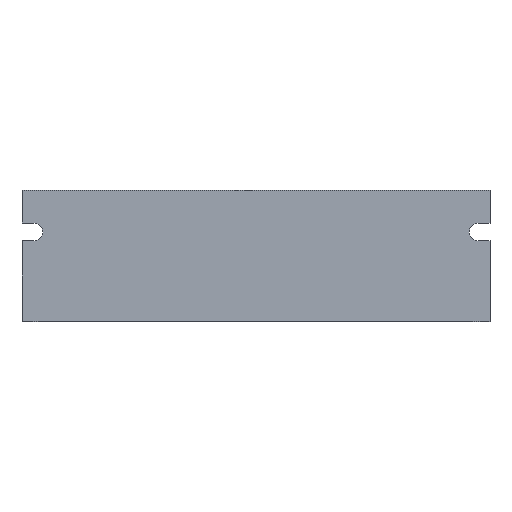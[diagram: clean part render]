
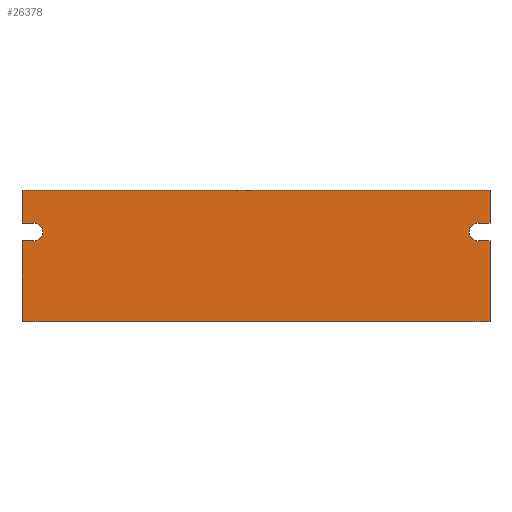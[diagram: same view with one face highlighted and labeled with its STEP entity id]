
A CAD part, top view. The second image highlights one B-rep face of the part: STEP entity #26378.
In plain terms, the highlighted face is planar.
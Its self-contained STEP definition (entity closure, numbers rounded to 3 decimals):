
#849 = EDGE_CURVE ( 'NONE', #57654, #51097, #60997, .T. ) ;
#960 = DIRECTION ( 'NONE',  ( 0., 0., 1. ) ) ;
#1150 = VERTEX_POINT ( 'NONE', #6298 ) ;
#3811 = CARTESIAN_POINT ( 'NONE',  ( 59., 24.75, -75.5 ) ) ;
#4404 = VERTEX_POINT ( 'NONE', #6044 ) ;
#5789 = EDGE_LOOP ( 'NONE', ( #34444, #32380, #32402, #51143, #55014, #62658, #5813, #11190, #28740, #39667, #62164, #31714, #40192 ) ) ;
#5813 = ORIENTED_EDGE ( 'NONE', *, *, #13246, .T. ) ;
#6044 = CARTESIAN_POINT ( 'NONE',  ( -56., 20.25, -75.5 ) ) ;
#6144 = VECTOR ( 'NONE', #18560, 1000. ) ;
#6298 = CARTESIAN_POINT ( 'NONE',  ( -59., 33., -75.5 ) ) ;
#7008 = VERTEX_POINT ( 'NONE', #23945 ) ;
#7245 = DIRECTION ( 'NONE',  ( 1., 0., 0. ) ) ;
#8102 = AXIS2_PLACEMENT_3D ( 'NONE', #40419, #11180, #45346 ) ;
#8571 = LINE ( 'NONE', #23133, #46032 ) ;
#8850 = CARTESIAN_POINT ( 'NONE',  ( -59., 0., -75.5 ) ) ;
#8908 = DIRECTION ( 'NONE',  ( 0., 1., 0. ) ) ;
#9506 = VERTEX_POINT ( 'NONE', #34342 ) ;
#9514 = LINE ( 'NONE', #36561, #37040 ) ;
#11180 = DIRECTION ( 'NONE',  ( 0., 0., 1. ) ) ;
#11190 = ORIENTED_EDGE ( 'NONE', *, *, #23968, .T. ) ;
#11325 = DIRECTION ( 'NONE',  ( 0., 1., 0. ) ) ;
#11756 = VERTEX_POINT ( 'NONE', #47477 ) ;
#12248 = EDGE_CURVE ( 'NONE', #32210, #11756, #9514, .T. ) ;
#13002 = LINE ( 'NONE', #3811, #37468 ) ;
#13246 = EDGE_CURVE ( 'NONE', #55590, #28512, #60332, .T. ) ;
#13778 = LINE ( 'NONE', #41259, #54272 ) ;
#14794 = EDGE_CURVE ( 'NONE', #31366, #1150, #46873, .T. ) ;
#15147 = DIRECTION ( 'NONE',  ( 0., 1., 0. ) ) ;
#15385 = VECTOR ( 'NONE', #8908, 1000. ) ;
#16592 = CARTESIAN_POINT ( 'NONE',  ( -59., 20.25, -75.5 ) ) ;
#18181 = EDGE_CURVE ( 'NONE', #7008, #31366, #58568, .T. ) ;
#18560 = DIRECTION ( 'NONE',  ( 0., 1., 0. ) ) ;
#19702 = EDGE_CURVE ( 'NONE', #4404, #9506, #61001, .T. ) ;
#22227 = DIRECTION ( 'NONE',  ( 1., 0., 0. ) ) ;
#22278 = EDGE_CURVE ( 'NONE', #51097, #1150, #13778, .T. ) ;
#22515 = EDGE_CURVE ( 'NONE', #40229, #11756, #42067, .T. ) ;
#22965 = CARTESIAN_POINT ( 'NONE',  ( -59., 24.75, -75.5 ) ) ;
#23133 = CARTESIAN_POINT ( 'NONE',  ( 59., 0., -75.5 ) ) ;
#23440 = DIRECTION ( 'NONE',  ( -1., 0., 0. ) ) ;
#23945 = CARTESIAN_POINT ( 'NONE',  ( -56., 24.75, -75.5 ) ) ;
#23968 = EDGE_CURVE ( 'NONE', #28512, #4404, #44907, .T. ) ;
#23993 = PLANE ( 'NONE',  #56841 ) ;
#24971 = CARTESIAN_POINT ( 'NONE',  ( -59., 0., -75.5 ) ) ;
#25015 = FACE_OUTER_BOUND ( 'NONE', #5789, .T. ) ;
#26205 = DIRECTION ( 'NONE',  ( 0., 0., 1. ) ) ;
#26378 = ADVANCED_FACE ( 'NONE', ( #25015 ), #23993, .F. ) ;
#26507 = CIRCLE ( 'NONE', #8102, 2.25 ) ;
#27591 = DIRECTION ( 'NONE',  ( -1., 0., 0. ) ) ;
#28512 = VERTEX_POINT ( 'NONE', #16592 ) ;
#28740 = ORIENTED_EDGE ( 'NONE', *, *, #19702, .T. ) ;
#28894 = DIRECTION ( 'NONE',  ( 1., 0., 0. ) ) ;
#29416 = CIRCLE ( 'NONE', #40412, 2.25 ) ;
#30177 = CARTESIAN_POINT ( 'NONE',  ( -56., 22.5, -75.5 ) ) ;
#31366 = VERTEX_POINT ( 'NONE', #22965 ) ;
#31714 = ORIENTED_EDGE ( 'NONE', *, *, #14794, .T. ) ;
#32006 = EDGE_CURVE ( 'NONE', #50052, #32210, #26507, .T. ) ;
#32210 = VERTEX_POINT ( 'NONE', #37854 ) ;
#32380 = ORIENTED_EDGE ( 'NONE', *, *, #38011, .T. ) ;
#32402 = ORIENTED_EDGE ( 'NONE', *, *, #32006, .T. ) ;
#33040 = CARTESIAN_POINT ( 'NONE',  ( 59., 33., -75.5 ) ) ;
#33877 = VECTOR ( 'NONE', #15147, 1000. ) ;
#34342 = CARTESIAN_POINT ( 'NONE',  ( -53.75, 22.5, -75.5 ) ) ;
#34444 = ORIENTED_EDGE ( 'NONE', *, *, #849, .F. ) ;
#34572 = VECTOR ( 'NONE', #11325, 1000. ) ;
#35150 = DIRECTION ( 'NONE',  ( 1., 0., 0. ) ) ;
#36200 = AXIS2_PLACEMENT_3D ( 'NONE', #30177, #960, #35150 ) ;
#36561 = CARTESIAN_POINT ( 'NONE',  ( 59., 20.25, -75.5 ) ) ;
#36811 = CARTESIAN_POINT ( 'NONE',  ( 59., 24.75, -75.5 ) ) ;
#37040 = VECTOR ( 'NONE', #7245, 1000. ) ;
#37468 = VECTOR ( 'NONE', #23440, 1000. ) ;
#37854 = CARTESIAN_POINT ( 'NONE',  ( 56., 20.25, -75.5 ) ) ;
#38011 = EDGE_CURVE ( 'NONE', #57654, #50052, #13002, .T. ) ;
#38189 = CARTESIAN_POINT ( 'NONE',  ( 59., 0., -75.5 ) ) ;
#38202 = CARTESIAN_POINT ( 'NONE',  ( 59., 0., -75.5 ) ) ;
#39667 = ORIENTED_EDGE ( 'NONE', *, *, #57084, .T. ) ;
#40192 = ORIENTED_EDGE ( 'NONE', *, *, #22278, .F. ) ;
#40229 = VERTEX_POINT ( 'NONE', #38202 ) ;
#40412 = AXIS2_PLACEMENT_3D ( 'NONE', #55427, #26205, #60192 ) ;
#40419 = CARTESIAN_POINT ( 'NONE',  ( 56., 22.5, -75.5 ) ) ;
#41259 = CARTESIAN_POINT ( 'NONE',  ( 59., 33., -75.5 ) ) ;
#41920 = CARTESIAN_POINT ( 'NONE',  ( 59., 20.25, -75.5 ) ) ;
#42067 = LINE ( 'NONE', #47851, #6144 ) ;
#43470 = CARTESIAN_POINT ( 'NONE',  ( 59., 0., -75.5 ) ) ;
#44312 = CARTESIAN_POINT ( 'NONE',  ( 56., 24.75, -75.5 ) ) ;
#44907 = LINE ( 'NONE', #41920, #56256 ) ;
#45346 = DIRECTION ( 'NONE',  ( 1., 0., 0. ) ) ;
#45723 = VECTOR ( 'NONE', #27591, 1000. ) ;
#46032 = VECTOR ( 'NONE', #61802, 1000. ) ;
#46873 = LINE ( 'NONE', #24971, #33877 ) ;
#47085 = CARTESIAN_POINT ( 'NONE',  ( 59., 24.75, -75.5 ) ) ;
#47477 = CARTESIAN_POINT ( 'NONE',  ( 59., 20.25, -75.5 ) ) ;
#47851 = CARTESIAN_POINT ( 'NONE',  ( 59., 0., -75.5 ) ) ;
#50052 = VERTEX_POINT ( 'NONE', #44312 ) ;
#51097 = VERTEX_POINT ( 'NONE', #33040 ) ;
#51143 = ORIENTED_EDGE ( 'NONE', *, *, #12248, .T. ) ;
#54272 = VECTOR ( 'NONE', #55704, 1000. ) ;
#54830 = CARTESIAN_POINT ( 'NONE',  ( -59., 0., -75.5 ) ) ;
#55014 = ORIENTED_EDGE ( 'NONE', *, *, #22515, .F. ) ;
#55427 = CARTESIAN_POINT ( 'NONE',  ( -56., 22.5, -75.5 ) ) ;
#55590 = VERTEX_POINT ( 'NONE', #8850 ) ;
#55704 = DIRECTION ( 'NONE',  ( -1., 0., 0. ) ) ;
#56096 = EDGE_CURVE ( 'NONE', #40229, #55590, #8571, .T. ) ;
#56256 = VECTOR ( 'NONE', #22227, 1000. ) ;
#56841 = AXIS2_PLACEMENT_3D ( 'NONE', #43470, #58039, #28894 ) ;
#57084 = EDGE_CURVE ( 'NONE', #9506, #7008, #29416, .T. ) ;
#57654 = VERTEX_POINT ( 'NONE', #36811 ) ;
#58039 = DIRECTION ( 'NONE',  ( 0., 0., 1. ) ) ;
#58568 = LINE ( 'NONE', #47085, #45723 ) ;
#60192 = DIRECTION ( 'NONE',  ( 1., 0., 0. ) ) ;
#60332 = LINE ( 'NONE', #54830, #34572 ) ;
#60997 = LINE ( 'NONE', #38189, #15385 ) ;
#61001 = CIRCLE ( 'NONE', #36200, 2.25 ) ;
#61802 = DIRECTION ( 'NONE',  ( -1., 0., 0. ) ) ;
#62164 = ORIENTED_EDGE ( 'NONE', *, *, #18181, .T. ) ;
#62658 = ORIENTED_EDGE ( 'NONE', *, *, #56096, .T. ) ;
